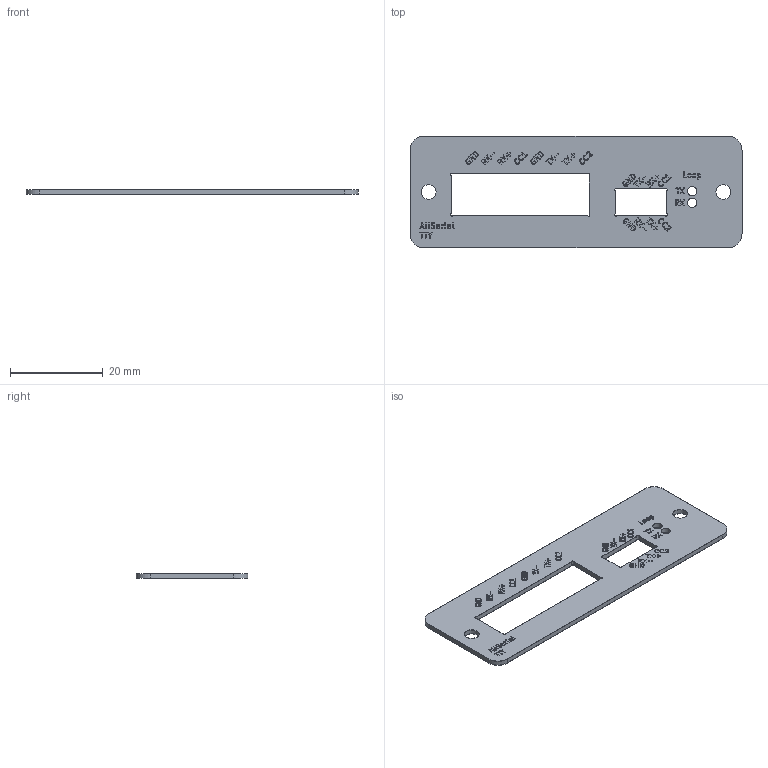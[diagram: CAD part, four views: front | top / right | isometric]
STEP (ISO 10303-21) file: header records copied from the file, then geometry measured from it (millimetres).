
FILE_DESCRIPTION(('KiCad electronic assembly'),'2;1');
FILE_NAME('AllSerial TTL_CL front.step','2025-08-13T03:23:45',('Pcbnew') ,('Kicad'),'Open CASCADE STEP processor 7.8','KiCad to STEP converter' ,'Unknown');
FILE_SCHEMA(('AUTOMOTIVE_DESIGN { 1 0 10303 214 1 1 1 1 }'));
Length unit declared in the file: millimetre
Products named in the file (5): AllSerial TTL_CL front 1; AllSerial TTL_CL front_copper; AllSerial TTL_CL front_silkscreen; AllSerial TTL_CL front_soldermask; AllSerial TTL_CL front_PCB
Assembly tree (4 placements, depth 2):
  AllSerial TTL_CL front 1
    AllSerial TTL_CL front_copper
    AllSerial TTL_CL front_silkscreen
    AllSerial TTL_CL front_soldermask
    AllSerial TTL_CL front_PCB
Bounding box: 71.5 x 24 x 1.12 mm (x, y, z)
Volume: 1355 mm3; surface area: 5729.1 mm2
Topology: 81 solids, 132 shells, 1575 faces, 6114 edges, 4752 vertices
Faces by surface type: plane 1217, cylinder 358
Full cylindrical faces by diameter (mm): 2 x2, 3.2 x2
Entity records: 65660 total; most frequent: CARTESIAN_POINT 12446, DIRECTION 10480, ORIENTED_EDGE 10200, EDGE_CURVE 6114, LINE 4908, VECTOR 4908, VERTEX_POINT 4752, AXIS2_PLACEMENT_3D 2786
